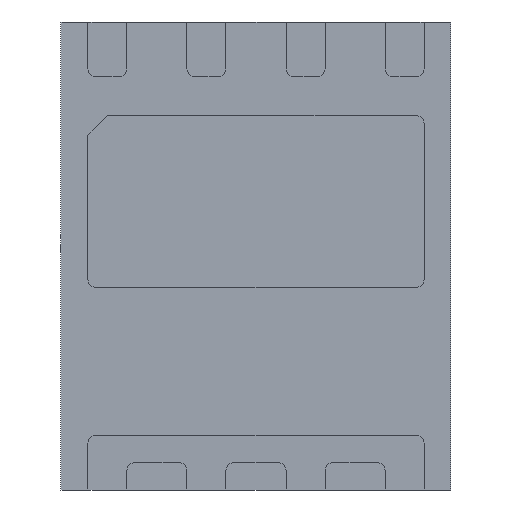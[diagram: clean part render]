
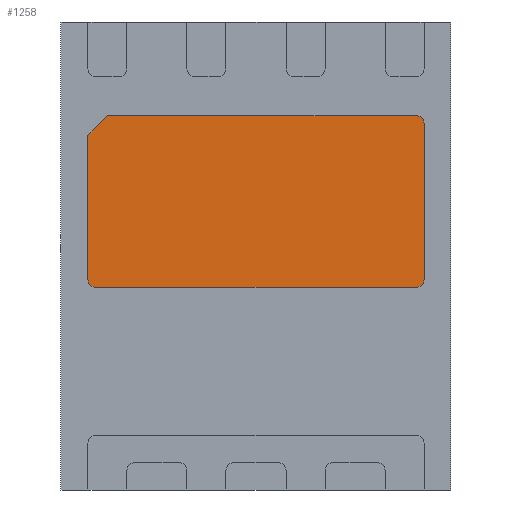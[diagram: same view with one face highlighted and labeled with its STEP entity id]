
A CAD part, front view. The second image highlights one B-rep face of the part: STEP entity #1258.
In plain terms, the highlighted planar face has unit normal (0, -1, 0).
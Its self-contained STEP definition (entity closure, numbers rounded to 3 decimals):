
#48=PLANE('',#1373);
#109=FACE_OUTER_BOUND('',#175,.T.);
#175=EDGE_LOOP('',(#1078,#1079,#1080,#1081,#1082,#1083,#1084,#1085));
#297=LINE('',#2027,#440);
#300=LINE('',#2035,#443);
#302=LINE('',#2039,#445);
#304=LINE('',#2043,#447);
#307=LINE('',#2051,#450);
#440=VECTOR('',#1646,10.);
#443=VECTOR('',#1655,10.);
#445=VECTOR('',#1659,10.);
#447=VECTOR('',#1663,10.);
#450=VECTOR('',#1672,10.);
#513=CIRCLE('',#1364,0.1);
#514=CIRCLE('',#1369,0.1);
#515=CIRCLE('',#1372,0.1);
#618=VERTEX_POINT('',#2024);
#619=VERTEX_POINT('',#2026);
#620=VERTEX_POINT('',#2030);
#621=VERTEX_POINT('',#2034);
#622=VERTEX_POINT('',#2038);
#623=VERTEX_POINT('',#2042);
#624=VERTEX_POINT('',#2046);
#625=VERTEX_POINT('',#2050);
#778=EDGE_CURVE('',#619,#618,#297,.T.);
#780=EDGE_CURVE('',#620,#619,#513,.T.);
#782=EDGE_CURVE('',#621,#620,#300,.T.);
#784=EDGE_CURVE('',#622,#621,#302,.T.);
#786=EDGE_CURVE('',#623,#622,#304,.T.);
#788=EDGE_CURVE('',#624,#623,#514,.T.);
#790=EDGE_CURVE('',#625,#624,#307,.T.);
#792=EDGE_CURVE('',#618,#625,#515,.T.);
#1078=ORIENTED_EDGE('',*,*,#792,.T.);
#1079=ORIENTED_EDGE('',*,*,#790,.T.);
#1080=ORIENTED_EDGE('',*,*,#788,.T.);
#1081=ORIENTED_EDGE('',*,*,#786,.T.);
#1082=ORIENTED_EDGE('',*,*,#784,.T.);
#1083=ORIENTED_EDGE('',*,*,#782,.T.);
#1084=ORIENTED_EDGE('',*,*,#780,.T.);
#1085=ORIENTED_EDGE('',*,*,#778,.T.);
#1258=ADVANCED_FACE('',(#109),#48,.T.);
#1364=AXIS2_PLACEMENT_3D('',#2031,#1650,#1651);
#1369=AXIS2_PLACEMENT_3D('',#2047,#1667,#1668);
#1372=AXIS2_PLACEMENT_3D('',#2054,#1676,#1677);
#1373=AXIS2_PLACEMENT_3D('',#2055,#1678,#1679);
#1646=DIRECTION('',(1.,0.,0.));
#1650=DIRECTION('center_axis',(0.,-1.,0.));
#1651=DIRECTION('ref_axis',(-1.,0.,0.));
#1655=DIRECTION('',(0.,0.,-1.));
#1659=DIRECTION('',(-0.707,0.,-0.707));
#1663=DIRECTION('',(-1.,0.,0.));
#1667=DIRECTION('center_axis',(0.,-1.,0.));
#1668=DIRECTION('ref_axis',(1.,0.,0.));
#1672=DIRECTION('',(0.,0.,1.));
#1676=DIRECTION('center_axis',(0.,-1.,0.));
#1677=DIRECTION('ref_axis',(0.,0.,-1.));
#1678=DIRECTION('center_axis',(0.,-1.,0.));
#1679=DIRECTION('ref_axis',(1.,0.,0.));
#2024=CARTESIAN_POINT('',(2.055,-0.005,-0.4));
#2026=CARTESIAN_POINT('',(-2.055,-0.005,-0.4));
#2027=CARTESIAN_POINT('',(2.055,-0.005,-0.4));
#2030=CARTESIAN_POINT('',(-2.155,-0.005,-0.3));
#2031=CARTESIAN_POINT('Origin',(-2.055,-0.005,-0.3));
#2034=CARTESIAN_POINT('',(-2.155,-0.005,1.55));
#2035=CARTESIAN_POINT('',(-2.155,-0.005,-0.3));
#2038=CARTESIAN_POINT('',(-1.905,-0.005,1.8));
#2039=CARTESIAN_POINT('',(-1.905,-0.005,1.8));
#2042=CARTESIAN_POINT('',(2.055,-0.005,1.8));
#2043=CARTESIAN_POINT('',(-1.905,-0.005,1.8));
#2046=CARTESIAN_POINT('',(2.155,-0.005,1.7));
#2047=CARTESIAN_POINT('Origin',(2.055,-0.005,1.7));
#2050=CARTESIAN_POINT('',(2.155,-0.005,-0.3));
#2051=CARTESIAN_POINT('',(2.155,-0.005,1.7));
#2054=CARTESIAN_POINT('Origin',(2.055,-0.005,-0.3));
#2055=CARTESIAN_POINT('Origin',(0.,-0.005,0.7));
